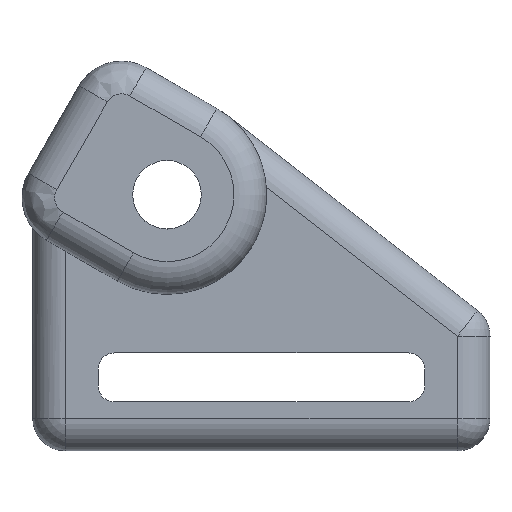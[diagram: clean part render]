
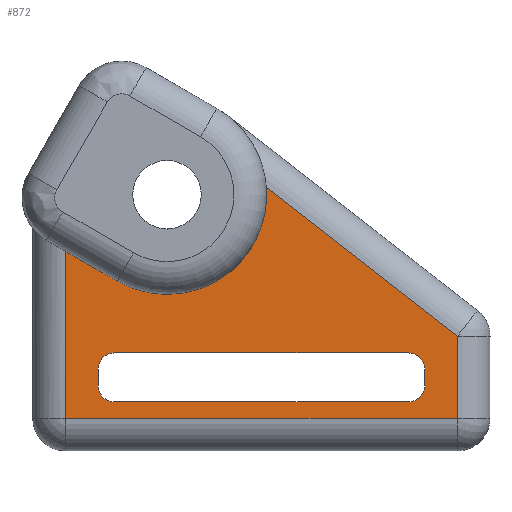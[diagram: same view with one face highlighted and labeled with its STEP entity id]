
A CAD part, left-side view. The second image highlights one B-rep face of the part: STEP entity #872.
In plain terms, the highlighted planar face has unit normal (-1, 0, 0).
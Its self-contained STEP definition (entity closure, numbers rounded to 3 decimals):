
#24=FACE_BOUND('',#118,.T.);
#29=PLANE('',#955);
#60=FACE_OUTER_BOUND('',#117,.T.);
#117=EDGE_LOOP('',(#617,#618,#619,#620,#621,#622));
#118=EDGE_LOOP('',(#623,#624,#625,#626,#627,#628,#629,#630));
#178=LINE('',#1376,#244);
#190=LINE('',#1417,#256);
#191=LINE('',#1423,#257);
#192=LINE('',#1425,#258);
#193=LINE('',#1426,#259);
#194=LINE('',#1429,#260);
#195=LINE('',#1433,#261);
#196=LINE('',#1437,#262);
#197=LINE('',#1441,#263);
#244=VECTOR('',#1066,10.);
#256=VECTOR('',#1106,10.);
#257=VECTOR('',#1113,10.);
#258=VECTOR('',#1114,10.);
#259=VECTOR('',#1115,10.);
#260=VECTOR('',#1116,10.);
#261=VECTOR('',#1119,10.);
#262=VECTOR('',#1122,10.);
#263=VECTOR('',#1125,10.);
#318=CIRCLE('',#956,3.05);
#319=CIRCLE('',#957,0.5);
#320=CIRCLE('',#958,0.5);
#321=CIRCLE('',#959,0.5);
#322=CIRCLE('',#960,0.5);
#370=VERTEX_POINT('',#1363);
#372=VERTEX_POINT('',#1367);
#387=VERTEX_POINT('',#1416);
#388=VERTEX_POINT('',#1420);
#389=VERTEX_POINT('',#1422);
#390=VERTEX_POINT('',#1424);
#391=VERTEX_POINT('',#1427);
#392=VERTEX_POINT('',#1428);
#393=VERTEX_POINT('',#1430);
#394=VERTEX_POINT('',#1432);
#395=VERTEX_POINT('',#1434);
#396=VERTEX_POINT('',#1436);
#397=VERTEX_POINT('',#1438);
#398=VERTEX_POINT('',#1440);
#452=EDGE_CURVE('',#372,#370,#178,.T.);
#472=EDGE_CURVE('',#370,#387,#190,.T.);
#474=EDGE_CURVE('',#388,#372,#318,.T.);
#475=EDGE_CURVE('',#389,#388,#191,.T.);
#476=EDGE_CURVE('',#390,#389,#192,.T.);
#477=EDGE_CURVE('',#387,#390,#193,.T.);
#478=EDGE_CURVE('',#391,#392,#194,.T.);
#479=EDGE_CURVE('',#393,#392,#319,.T.);
#480=EDGE_CURVE('',#394,#393,#195,.T.);
#481=EDGE_CURVE('',#395,#394,#320,.T.);
#482=EDGE_CURVE('',#395,#396,#196,.T.);
#483=EDGE_CURVE('',#397,#396,#321,.T.);
#484=EDGE_CURVE('',#398,#397,#197,.T.);
#485=EDGE_CURVE('',#391,#398,#322,.T.);
#617=ORIENTED_EDGE('',*,*,#452,.F.);
#618=ORIENTED_EDGE('',*,*,#474,.F.);
#619=ORIENTED_EDGE('',*,*,#475,.F.);
#620=ORIENTED_EDGE('',*,*,#476,.F.);
#621=ORIENTED_EDGE('',*,*,#477,.F.);
#622=ORIENTED_EDGE('',*,*,#472,.F.);
#623=ORIENTED_EDGE('',*,*,#478,.T.);
#624=ORIENTED_EDGE('',*,*,#479,.F.);
#625=ORIENTED_EDGE('',*,*,#480,.F.);
#626=ORIENTED_EDGE('',*,*,#481,.F.);
#627=ORIENTED_EDGE('',*,*,#482,.T.);
#628=ORIENTED_EDGE('',*,*,#483,.F.);
#629=ORIENTED_EDGE('',*,*,#484,.F.);
#630=ORIENTED_EDGE('',*,*,#485,.F.);
#872=ADVANCED_FACE('',(#60,#24),#29,.F.);
#955=AXIS2_PLACEMENT_3D('',#1419,#1109,#1110);
#956=AXIS2_PLACEMENT_3D('',#1421,#1111,#1112);
#957=AXIS2_PLACEMENT_3D('',#1431,#1117,#1118);
#958=AXIS2_PLACEMENT_3D('',#1435,#1120,#1121);
#959=AXIS2_PLACEMENT_3D('',#1439,#1123,#1124);
#960=AXIS2_PLACEMENT_3D('',#1442,#1126,#1127);
#1066=DIRECTION('',(0.,-0.789,-0.615));
#1106=DIRECTION('',(0.,0.,-1.));
#1109=DIRECTION('center_axis',(1.,0.,0.));
#1110=DIRECTION('ref_axis',(0.,1.,0.));
#1111=DIRECTION('center_axis',(-1.,0.,
0.));
#1112=DIRECTION('ref_axis',(0.,1.,0.));
#1113=DIRECTION('',(0.,-0.866,-0.5));
#1114=DIRECTION('',(0.,0.,1.));
#1115=DIRECTION('',(0.,1.,0.));
#1116=DIRECTION('',(0.,1.,0.));
#1117=DIRECTION('center_axis',(-1.,0.,
0.));
#1118=DIRECTION('ref_axis',(0.,0.707,-0.707));
#1119=DIRECTION('',(0.,0.,-1.));
#1120=DIRECTION('center_axis',(-1.,0.,
0.));
#1121=DIRECTION('ref_axis',(0.,0.707,0.707));
#1122=DIRECTION('',(0.,-1.,0.));
#1123=DIRECTION('center_axis',(-1.,0.,
0.));
#1124=DIRECTION('ref_axis',(0.,-0.707,0.707));
#1125=DIRECTION('',(0.,0.,1.));
#1126=DIRECTION('center_axis',(-1.,0.,
0.));
#1127=DIRECTION('ref_axis',(0.,-0.707,-0.707));
#1363=CARTESIAN_POINT('',(470.917,45.104,-132.855));
#1367=CARTESIAN_POINT('',(470.916,50.953,-128.294));
#1376=CARTESIAN_POINT('',(470.916,47.168,-131.245));
#1416=CARTESIAN_POINT('',(470.917,45.104,-135.367));
#1417=CARTESIAN_POINT('',(470.917,45.104,-133.804));
#1419=CARTESIAN_POINT('Origin',(470.916,51.104,-131.242));
#1420=CARTESIAN_POINT('',(470.916,55.519,-131.163));
#1421=CARTESIAN_POINT('Origin',(470.916,53.994,-128.522));
#1422=CARTESIAN_POINT('',(470.916,57.104,-130.248));
#1423=CARTESIAN_POINT('',(470.916,53.847,-132.129));
#1424=CARTESIAN_POINT('',(470.917,57.104,-135.367));
#1425=CARTESIAN_POINT('',(470.916,57.104,-130.397));
#1426=CARTESIAN_POINT('',(470.917,54.604,-135.367));
#1427=CARTESIAN_POINT('',(470.917,46.604,-134.867));
#1428=CARTESIAN_POINT('',(470.917,55.604,-134.867));
#1429=CARTESIAN_POINT('',(470.917,45.104,-134.867));
#1430=CARTESIAN_POINT('',(470.917,56.104,-134.367));
#1431=CARTESIAN_POINT('Origin',(470.917,55.604,-134.367));
#1432=CARTESIAN_POINT('',(470.917,56.104,-133.867));
#1433=CARTESIAN_POINT('',(470.917,56.104,-133.367));
#1434=CARTESIAN_POINT('',(470.917,55.604,-133.367));
#1435=CARTESIAN_POINT('Origin',(470.917,55.604,-133.867));
#1436=CARTESIAN_POINT('',(470.917,46.604,-133.367));
#1437=CARTESIAN_POINT('',(470.917,45.104,-133.367));
#1438=CARTESIAN_POINT('',(470.917,46.104,-133.867));
#1439=CARTESIAN_POINT('Origin',(470.917,46.604,-133.867));
#1440=CARTESIAN_POINT('',(470.917,46.104,-134.367));
#1441=CARTESIAN_POINT('',(470.917,46.104,-135.367));
#1442=CARTESIAN_POINT('Origin',(470.917,46.604,-134.367));
